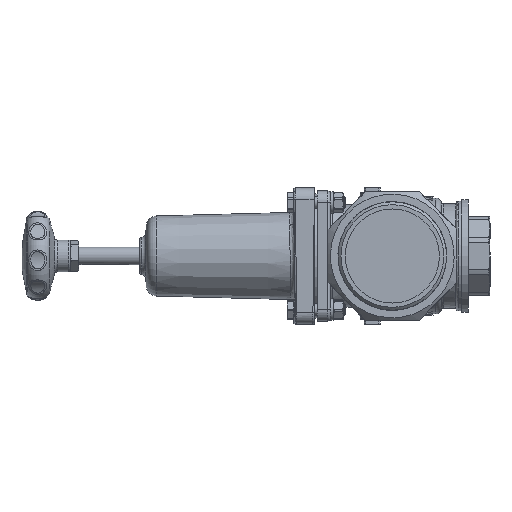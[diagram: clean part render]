
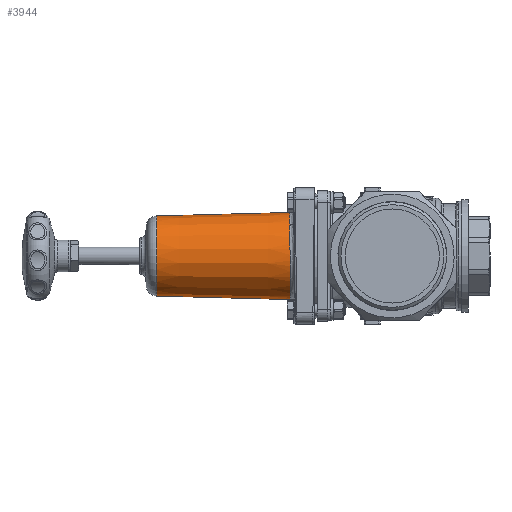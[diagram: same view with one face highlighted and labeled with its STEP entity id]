
A CAD part, left-side view. The second image highlights one B-rep face of the part: STEP entity #3944.
In plain terms, the highlighted conical face has half-angle 1.5 degrees and reference radius 28.868 mm.
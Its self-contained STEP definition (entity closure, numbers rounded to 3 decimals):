
#2247=CARTESIAN_POINT('',(29.845,127.002,-1.5));
#2248=VERTEX_POINT('',#2247);
#2249=CARTESIAN_POINT('',(29.845,127.002,-1.5));
#2250=CARTESIAN_POINT('',(29.85,126.813,-1.5));
#2251=CARTESIAN_POINT('',(29.857,126.612,-1.463));
#2252=CARTESIAN_POINT('',(29.874,126.242,-1.31));
#2253=CARTESIAN_POINT('',(29.884,126.073,-1.195));
#2254=CARTESIAN_POINT('',(29.9,125.807,-0.928));
#2255=CARTESIAN_POINT('',(29.908,125.691,-0.76));
#2256=CARTESIAN_POINT('',(29.919,125.538,-0.39));
#2257=CARTESIAN_POINT('',(29.922,125.5,-0.189));
#2258=CARTESIAN_POINT('',(29.922,125.5,0.189));
#2259=CARTESIAN_POINT('',(29.919,125.538,0.39));
#2260=CARTESIAN_POINT('',(29.908,125.691,0.76));
#2261=CARTESIAN_POINT('',(29.9,125.807,0.928));
#2262=CARTESIAN_POINT('',(29.884,126.073,1.195));
#2263=CARTESIAN_POINT('',(29.874,126.242,1.31));
#2264=CARTESIAN_POINT('',(29.857,126.612,1.463));
#2265=CARTESIAN_POINT('',(29.85,126.813,1.5));
#2266=CARTESIAN_POINT('',(29.84,127.19,1.5));
#2267=CARTESIAN_POINT('',(29.837,127.391,1.462));
#2268=CARTESIAN_POINT('',(29.834,127.76,1.309));
#2269=CARTESIAN_POINT('',(29.835,127.928,1.193));
#2270=CARTESIAN_POINT('',(29.838,128.194,0.927));
#2271=CARTESIAN_POINT('',(29.84,128.31,0.758));
#2272=CARTESIAN_POINT('',(29.843,128.462,0.389));
#2273=CARTESIAN_POINT('',(29.844,128.5,0.188));
#2274=CARTESIAN_POINT('',(29.844,128.5,-0.188));
#2275=CARTESIAN_POINT('',(29.843,128.462,-0.389));
#2276=CARTESIAN_POINT('',(29.84,128.31,-0.758));
#2277=CARTESIAN_POINT('',(29.838,128.194,-0.927));
#2278=CARTESIAN_POINT('',(29.835,127.928,-1.193));
#2279=CARTESIAN_POINT('',(29.834,127.76,-1.309));
#2280=CARTESIAN_POINT('',(29.837,127.391,-1.462));
#2281=CARTESIAN_POINT('',(29.84,127.19,-1.5));
#2282=CARTESIAN_POINT('',(29.845,127.002,-1.5));
#2283=B_SPLINE_CURVE_WITH_KNOTS('',3,(#2249,#2250,#2251,#2252,#2253,#2254,#2255,#2256,#2257,#2258,#2259,#2260,#2261,#2262,#2263,#2264,#2265,#2266,#2267,#2268,#2269,#2270,#2271,#2272,#2273,#2274,#2275,#2276,#2277,#2278,#2279,#2280,#2281,#2282),.UNSPECIFIED.,.T.,.U.,(4,2,2,2,2,2,2,2,2,2,2,2,2,2,2,2,4),(0.0,0.057,0.113,0.17,0.226,0.283,0.34,0.396,0.453,0.509,0.566,0.622,0.679,0.735,0.791,0.848,0.904),.UNSPECIFIED.);
#2284=EDGE_CURVE('',#2248,#2248,#2283,.T.);
#3691=CARTESIAN_POINT('',(21.322,119.081,-21.232));
#3692=VERTEX_POINT('',#3691);
#3700=CARTESIAN_POINT('',(-21.232,119.081,21.322));
#3701=VERTEX_POINT('',#3700);
#3702=CARTESIAN_POINT('',(21.322,119.081,-21.232));
#3703=CARTESIAN_POINT('',(24.496,118.995,-18.047));
#3704=CARTESIAN_POINT('',(29.391,118.822,-10.233));
#3705=CARTESIAN_POINT('',(30.931,118.615,3.515));
#3706=CARTESIAN_POINT('',(26.357,118.499,16.574));
#3707=CARTESIAN_POINT('',(16.571,118.5,26.352));
#3708=CARTESIAN_POINT('',(3.516,118.615,30.933));
#3709=CARTESIAN_POINT('',(-10.233,118.822,29.391));
#3710=CARTESIAN_POINT('',(-18.047,118.995,24.496));
#3711=CARTESIAN_POINT('',(-21.232,119.081,21.322));
#3712=B_SPLINE_CURVE_WITH_KNOTS('',3,(#3702,#3703,#3704,#3705,#3706,#3707,#3708,#3709,#3710,#3711),.UNSPECIFIED.,.F.,.U.,(4,1,1,1,1,1,1,4),(-1.569,-1.121,-0.672,-0.224,0.224,0.672,1.121,1.569),.UNSPECIFIED.);
#3713=EDGE_CURVE('',#3692,#3701,#3712,.T.);
#3747=CARTESIAN_POINT('',(-21.322,119.081,21.232));
#3748=VERTEX_POINT('',#3747);
#3758=CARTESIAN_POINT('',(-21.232,119.081,21.322));
#3759=CARTESIAN_POINT('',(-21.262,119.082,21.292));
#3760=CARTESIAN_POINT('',(-21.292,119.082,21.262));
#3761=CARTESIAN_POINT('',(-21.322,119.081,21.232));
#3762=B_SPLINE_CURVE_WITH_KNOTS('',3,(#3758,#3759,#3760,#3761),.UNSPECIFIED.,.F.,.U.,(4,4),(0.,0.014),.UNSPECIFIED.);
#3763=EDGE_CURVE('',#3701,#3748,#3762,.T.);
#3819=CARTESIAN_POINT('',(21.232,119.081,-21.322));
#3820=VERTEX_POINT('',#3819);
#3838=CARTESIAN_POINT('',(-21.322,119.081,21.232));
#3839=CARTESIAN_POINT('',(-24.496,118.995,18.047));
#3840=CARTESIAN_POINT('',(-29.391,118.822,10.233));
#3841=CARTESIAN_POINT('',(-30.931,118.615,-3.515));
#3842=CARTESIAN_POINT('',(-26.357,118.499,-16.574));
#3843=CARTESIAN_POINT('',(-16.571,118.5,-26.352));
#3844=CARTESIAN_POINT('',(-3.516,118.615,-30.933));
#3845=CARTESIAN_POINT('',(10.233,118.822,-29.391));
#3846=CARTESIAN_POINT('',(18.047,118.995,-24.496));
#3847=CARTESIAN_POINT('',(21.232,119.081,-21.322));
#3848=B_SPLINE_CURVE_WITH_KNOTS('',3,(#3838,#3839,#3840,#3841,#3842,#3843,#3844,#3845,#3846,#3847),.UNSPECIFIED.,.F.,.U.,(4,1,1,1,1,1,1,4),(-1.569,-1.121,-0.672,-0.224,0.224,0.672,1.121,1.569),.UNSPECIFIED.);
#3849=EDGE_CURVE('',#3748,#3820,#3848,.T.);
#3884=CARTESIAN_POINT('',(21.232,119.081,-21.322));
#3885=CARTESIAN_POINT('',(21.262,119.082,-21.292));
#3886=CARTESIAN_POINT('',(21.292,119.082,-21.262));
#3887=CARTESIAN_POINT('',(21.322,119.081,-21.232));
#3888=B_SPLINE_CURVE_WITH_KNOTS('',3,(#3884,#3885,#3886,#3887),.UNSPECIFIED.,.F.,.U.,(4,4),(0.,0.014),.UNSPECIFIED.);
#3889=EDGE_CURVE('',#3820,#3692,#3888,.T.);
#3919=CARTESIAN_POINT('',(0.,165.75,0.));
#3920=DIRECTION('',(0.,-1.0,0.));
#3921=DIRECTION('',(0.0,0.0,-1.0));
#3922=AXIS2_PLACEMENT_3D('',#3919,#3920,#3921);
#3923=CONICAL_SURFACE('',#3922,28.868,1.5);
#3924=CARTESIAN_POINT('',(0.,210.885,-27.686));
#3925=VERTEX_POINT('',#3924);
#3926=CARTESIAN_POINT('',(0.,210.885,0.));
#3927=DIRECTION('',(0.0,1.0,0.0));
#3928=DIRECTION('',(0.0,0.0,1.0));
#3929=AXIS2_PLACEMENT_3D('',#3926,#3927,#3928);
#3930=CIRCLE('',#3929,27.686);
#3931=EDGE_CURVE('',#3925,#3925,#3930,.T.);
#3932=ORIENTED_EDGE('',*,*,#3931,.F.);
#3933=EDGE_LOOP('',(#3932));
#3934=FACE_OUTER_BOUND('',#3933,.T.);
#3935=ORIENTED_EDGE('',*,*,#2284,.T.);
#3936=EDGE_LOOP('',(#3935));
#3937=FACE_BOUND('',#3936,.T.);
#3938=ORIENTED_EDGE('',*,*,#3713,.F.);
#3939=ORIENTED_EDGE('',*,*,#3889,.F.);
#3940=ORIENTED_EDGE('',*,*,#3849,.F.);
#3941=ORIENTED_EDGE('',*,*,#3763,.F.);
#3942=EDGE_LOOP('',(#3938,#3939,#3940,#3941));
#3943=FACE_BOUND('',#3942,.T.);
#3944=ADVANCED_FACE('',(#3934,#3937,#3943),#3923,.T.);
